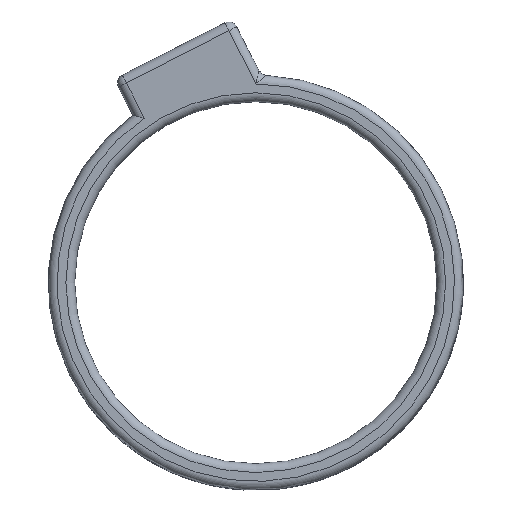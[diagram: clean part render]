
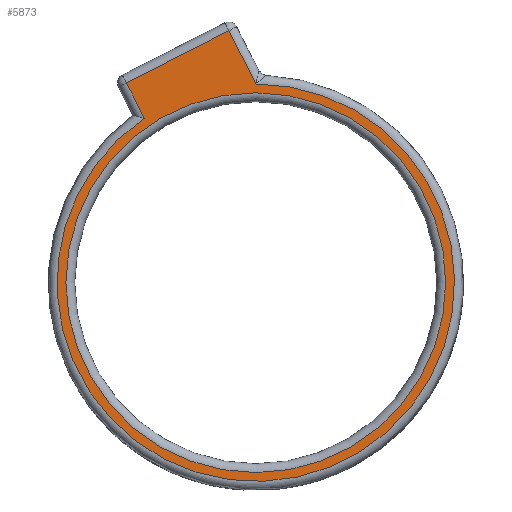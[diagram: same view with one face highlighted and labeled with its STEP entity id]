
A CAD part, top view. The second image highlights one B-rep face of the part: STEP entity #5873.
In plain terms, the highlighted planar face has unit normal (0, 0, 1).
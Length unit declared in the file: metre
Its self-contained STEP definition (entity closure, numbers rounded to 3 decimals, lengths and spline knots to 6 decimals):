
#519=PLANE('',#6353);
#730=CIRCLE('',#6354,0.0215);
#731=CIRCLE('',#6355,0.0225);
#1126=ORIENTED_EDGE('',*,*,#2952,.T.);
#1127=ORIENTED_EDGE('',*,*,#2953,.T.);
#1128=ORIENTED_EDGE('',*,*,#2954,.T.);
#1129=ORIENTED_EDGE('',*,*,#2955,.T.);
#1130=ORIENTED_EDGE('',*,*,#2956,.T.);
#2952=EDGE_CURVE('',#3869,#3869,#730,.F.);
#2953=EDGE_CURVE('',#3870,#3871,#4268,.T.);
#2954=EDGE_CURVE('',#3871,#3872,#4269,.T.);
#2955=EDGE_CURVE('',#3872,#3873,#4270,.F.);
#2956=EDGE_CURVE('',#3873,#3870,#731,.T.);
#3869=VERTEX_POINT('',#8997);
#3870=VERTEX_POINT('',#8999);
#3871=VERTEX_POINT('',#9000);
#3872=VERTEX_POINT('',#9002);
#3873=VERTEX_POINT('',#9004);
#4268=LINE('',#8998,#4678);
#4269=LINE('',#9001,#4679);
#4270=LINE('',#9003,#4680);
#4678=VECTOR('',#7023,1.);
#4679=VECTOR('',#7024,1.);
#4680=VECTOR('',#7025,1.);
#5063=EDGE_LOOP('',(#1126));
#5064=EDGE_LOOP('',(#1127,#1128,#1129,#1130));
#5448=FACE_BOUND('',#5063,.T.);
#5449=FACE_BOUND('',#5064,.T.);
#5873=ADVANCED_FACE('',(#5448,#5449),#519,.T.);
#6353=AXIS2_PLACEMENT_3D('',#8995,#7019,#7020);
#6354=AXIS2_PLACEMENT_3D('',#8996,#7021,#7022);
#6355=AXIS2_PLACEMENT_3D('',#9005,#7026,#7027);
#7019=DIRECTION('',(0.,0.,1.));
#7020=DIRECTION('',(1.,0.,0.));
#7021=DIRECTION('',(0.,0.,1.));
#7022=DIRECTION('',(1.,0.,0.));
#7023=DIRECTION('',(-0.454,0.891,0.));
#7024=DIRECTION('',(-0.891,-0.454,0.));
#7025=DIRECTION('',(-0.454,0.891,0.));
#7026=DIRECTION('',(0.,0.,1.));
#7027=DIRECTION('',(1.,0.,0.));
#8995=CARTESIAN_POINT('',(0.,0.,0.0035));
#8996=CARTESIAN_POINT('',(0.,0.,0.0035));
#8997=CARTESIAN_POINT('',(0.0215,0.,0.0035));
#8998=CARTESIAN_POINT('',(-0.003518,0.029405,0.0035));
#8999=CARTESIAN_POINT('',(0.,0.0225,0.0035));
#9000=CARTESIAN_POINT('',(-0.003064,0.028514,0.0035));
#9001=CARTESIAN_POINT('',(-0.015539,0.022158,0.0035));
#9002=CARTESIAN_POINT('',(-0.014648,0.022612,0.0035));
#9003=CARTESIAN_POINT('',(-0.013011,0.019401,0.0035));
#9004=CARTESIAN_POINT('',(-0.012618,0.018629,0.0035));
#9005=CARTESIAN_POINT('',(0.,0.,0.0035));
